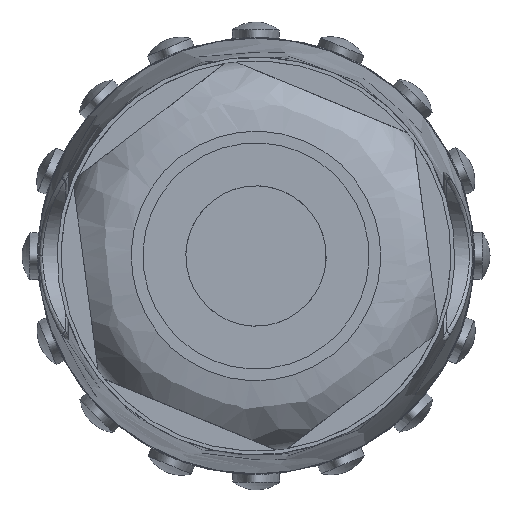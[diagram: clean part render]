
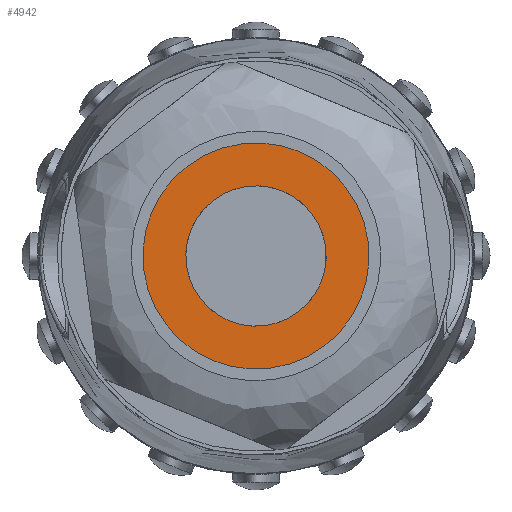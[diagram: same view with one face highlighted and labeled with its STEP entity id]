
A CAD part, left-side view. The second image highlights one B-rep face of the part: STEP entity #4942.
In plain terms, the highlighted planar face has unit normal (-1, 0, 0).
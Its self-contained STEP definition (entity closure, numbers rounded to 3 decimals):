
#2035=PLANE('',#16066);
#2594=CIRCLE('',#16042,7.25);
#2607=CIRCLE('',#16065,4.5);
#4535=FACE_BOUND('',#6723,.T.);
#4536=FACE_BOUND('',#6724,.T.);
#4942=ADVANCED_FACE('',(#4535,#4536),#2035,.T.);
#6723=EDGE_LOOP('',(#8880));
#6724=EDGE_LOOP('',(#8881));
#8880=ORIENTED_EDGE('',*,*,#14007,.F.);
#8881=ORIENTED_EDGE('',*,*,#13979,.F.);
#12287=VERTEX_POINT('',#27373);
#12305=VERTEX_POINT('',#27506);
#13979=EDGE_CURVE('',#12287,#12287,#2594,.T.);
#14007=EDGE_CURVE('',#12305,#12305,#2607,.T.);
#16042=AXIS2_PLACEMENT_3D('',#27372,#18059,#18060);
#16065=AXIS2_PLACEMENT_3D('',#27505,#18116,#18117);
#16066=AXIS2_PLACEMENT_3D('',#27507,#18118,#18119);
#18059=DIRECTION('',(1.,0.,0.));
#18060=DIRECTION('',(0.,0.924,0.382));
#18116=DIRECTION('',(-1.,0.,0.));
#18117=DIRECTION('',(0.,0.382,-0.924));
#18118=DIRECTION('',(-1.,0.,0.));
#18119=DIRECTION('',(0.,0.382,-0.924));
#27372=CARTESIAN_POINT('',(-155.85,0.,0.));
#27373=CARTESIAN_POINT('',(-155.85,6.701,2.768));
#27505=CARTESIAN_POINT('',(-155.85,0.,0.));
#27506=CARTESIAN_POINT('',(-155.85,1.718,-4.159));
#27507=CARTESIAN_POINT('',(-155.85,5.071,12.212));
